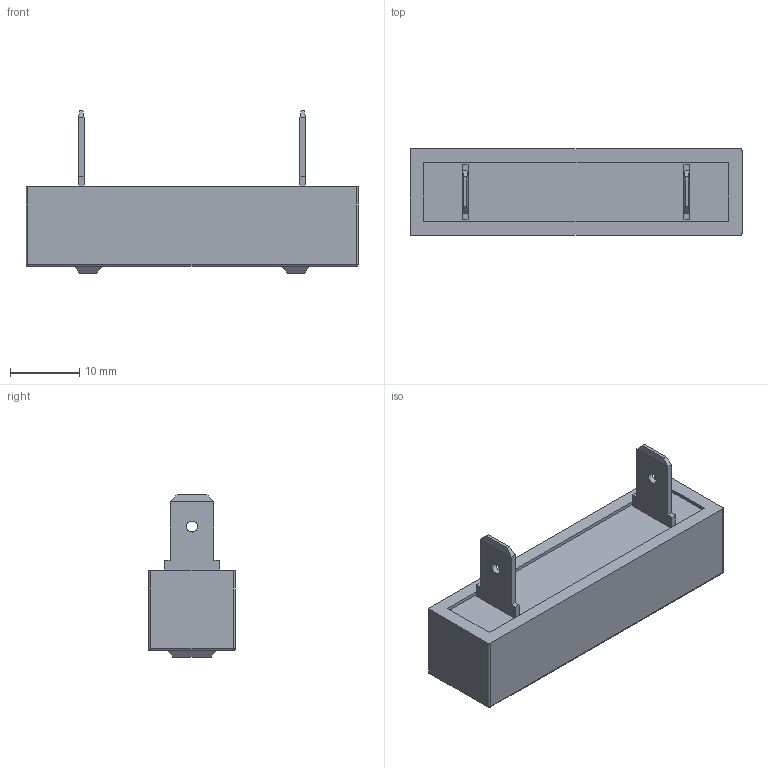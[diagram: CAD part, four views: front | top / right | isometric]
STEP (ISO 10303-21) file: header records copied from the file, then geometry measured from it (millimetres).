
FILE_DESCRIPTION (( 'STEP AP203' ), '1' );
FILE_NAME ('WPRT15AT.STEP', '2015-10-19T11:31:43', ( '' ), ( '' ), 'SwSTEP 2.0', 'SolidWorks 2015', '' );
FILE_SCHEMA (( 'CONFIG_CONTROL_DESIGN' ));
Length unit declared in the file: millimetre
Products named in the file (1): WPRT15AT
Bounding box: 48 x 12.5 x 23.5 mm (x, y, z)
Surface area: 2993.6 mm2 (no closed solid volume)
Topology: 0 solids, 3 shells, 67 faces, 224 edges, 169 vertices
Faces by surface type: plane 54, cylinder 11, sphere 2
Entity records: 2853 total; most frequent: CARTESIAN_POINT 811, ORIENTED_EDGE 436, DIRECTION 351, EDGE_CURVE 222, VECTOR 179, LINE 179, VERTEX_POINT 169, AXIS2_PLACEMENT_3D 86
